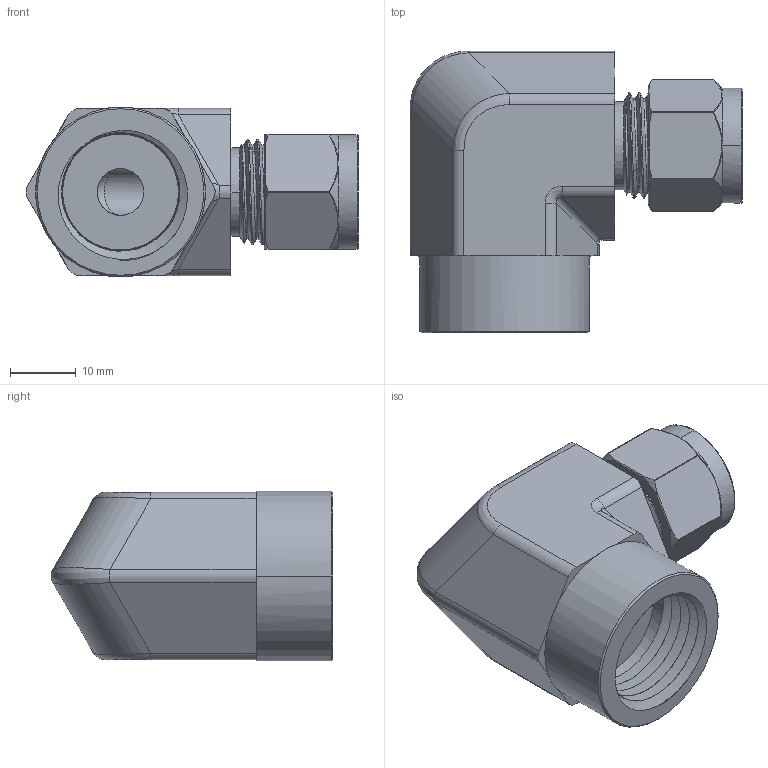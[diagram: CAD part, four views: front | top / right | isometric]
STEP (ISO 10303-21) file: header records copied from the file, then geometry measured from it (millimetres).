
FILE_DESCRIPTION((''),'2;1');
FILE_NAME('001_CLF_FEMALE__ELBOW_MASTER_ASM','2025-06-26T15:25:02',('Administrator'),(''),'CREO PARAMETRIC BY PTC INC, 2020414','CREO PARAMETRIC BY PTC INC, 2020414','');
FILE_SCHEMA(('AUTOMOTIVE_DESIGN { 1 0 10303 214 1 1 1 1 }'));
Length unit declared in the file: millimetre
Products named in the file (5): DIN2353-TUBE_CLA; DIN2353_TUBE_NUT_CLA; BACK_FERRULE_CLA; FRONT_FERRULE_CLA; 001_CLF_FEMALE__ELBOW_MASTER_ASM
Assembly tree (4 placements, depth 2):
  001_CLF_FEMALE__ELBOW_MASTER_ASM
    DIN2353-TUBE_CLA
    DIN2353_TUBE_NUT_CLA
    BACK_FERRULE_CLA
    FRONT_FERRULE_CLA
Bounding box: 50.42 x 42.79 x 25.8 mm (x, y, z)
Volume: 23175.2 mm3; surface area: 10436.7 mm2
Topology: 4 solids, 4 shells, 234 faces, 599 edges, 416 vertices
Faces by surface type: cylinder 75, plane 40, bspline 40, cone 39, torus 34, sphere 6
Entity records: 23514 total; most frequent: CARTESIAN_POINT 16918, ORIENTED_EDGE 1136, DIRECTION 1029, EDGE_CURVE 568, AXIS2_PLACEMENT_3D 414, VERTEX_POINT 345, PRESENTATION_STYLE_ASSIGNMENT 303, STYLED_ITEM 303
